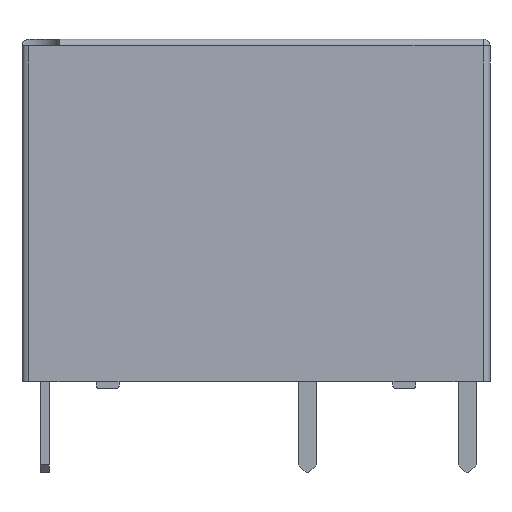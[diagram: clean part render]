
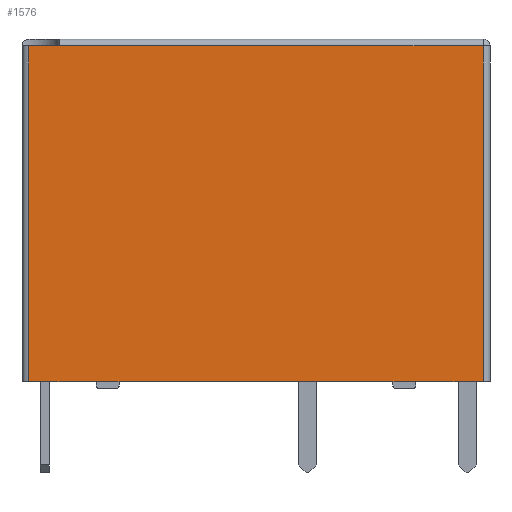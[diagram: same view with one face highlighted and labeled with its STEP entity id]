
A CAD part, front view. The second image highlights one B-rep face of the part: STEP entity #1576.
In plain terms, the highlighted planar face has unit normal (0, -1, 0).
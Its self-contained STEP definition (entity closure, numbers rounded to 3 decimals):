
#1188 = EDGE_CURVE('',#1189,#1191,#1193,.T.);
#1189 = VERTEX_POINT('',#1190);
#1190 = CARTESIAN_POINT('',(9.95,-3.5,0.3));
#1191 = VERTEX_POINT('',#1192);
#1192 = CARTESIAN_POINT('',(7.,-3.5,0.3));
#1193 = LINE('',#1194,#1195);
#1194 = CARTESIAN_POINT('',(10.25,-3.5,0.3));
#1195 = VECTOR('',#1196,1.);
#1196 = DIRECTION('',(-1.,0.,0.));
#1304 = EDGE_CURVE('',#1305,#1307,#1309,.T.);
#1305 = VERTEX_POINT('',#1306);
#1306 = CARTESIAN_POINT('',(-7.,-3.5,0.3));
#1307 = VERTEX_POINT('',#1308);
#1308 = CARTESIAN_POINT('',(-9.95,-3.5,0.3));
#1309 = LINE('',#1310,#1311);
#1310 = CARTESIAN_POINT('',(10.25,-3.5,0.3));
#1311 = VECTOR('',#1312,1.);
#1312 = DIRECTION('',(-1.,0.,0.));
#1501 = VERTEX_POINT('',#1502);
#1502 = CARTESIAN_POINT('',(-6.,-3.5,0.3));
#1510 = VERTEX_POINT('',#1511);
#1511 = CARTESIAN_POINT('',(6.,-3.5,0.3));
#1517 = EDGE_CURVE('',#1510,#1501,#1518,.T.);
#1518 = LINE('',#1519,#1520);
#1519 = CARTESIAN_POINT('',(10.25,-3.5,0.3));
#1520 = VECTOR('',#1521,1.);
#1521 = DIRECTION('',(-1.,0.,0.));
#1576 = ADVANCED_FACE('',(#1577),#1624,.T.);
#1577 = FACE_BOUND('',#1578,.T.);
#1578 = EDGE_LOOP('',(#1579,#1580,#1588,#1596,#1604,#1610,#1611,#1617,
    #1618));
#1579 = ORIENTED_EDGE('',*,*,#1188,.F.);
#1580 = ORIENTED_EDGE('',*,*,#1581,.T.);
#1581 = EDGE_CURVE('',#1189,#1582,#1584,.T.);
#1582 = VERTEX_POINT('',#1583);
#1583 = CARTESIAN_POINT('',(9.95,-3.5,15.));
#1584 = LINE('',#1585,#1586);
#1585 = CARTESIAN_POINT('',(9.95,-3.5,0.3));
#1586 = VECTOR('',#1587,1.);
#1587 = DIRECTION('',(0.,0.,1.));
#1588 = ORIENTED_EDGE('',*,*,#1589,.T.);
#1589 = EDGE_CURVE('',#1582,#1590,#1592,.T.);
#1590 = VERTEX_POINT('',#1591);
#1591 = CARTESIAN_POINT('',(-8.619,-3.5,15.));
#1592 = LINE('',#1593,#1594);
#1593 = CARTESIAN_POINT('',(10.25,-3.5,15.));
#1594 = VECTOR('',#1595,1.);
#1595 = DIRECTION('',(-1.,0.,0.));
#1596 = ORIENTED_EDGE('',*,*,#1597,.T.);
#1597 = EDGE_CURVE('',#1590,#1598,#1600,.T.);
#1598 = VERTEX_POINT('',#1599);
#1599 = CARTESIAN_POINT('',(-9.95,-3.5,15.));
#1600 = LINE('',#1601,#1602);
#1601 = CARTESIAN_POINT('',(10.25,-3.5,15.));
#1602 = VECTOR('',#1603,1.);
#1603 = DIRECTION('',(-1.,0.,0.));
#1604 = ORIENTED_EDGE('',*,*,#1605,.F.);
#1605 = EDGE_CURVE('',#1307,#1598,#1606,.T.);
#1606 = LINE('',#1607,#1608);
#1607 = CARTESIAN_POINT('',(-9.95,-3.5,0.3));
#1608 = VECTOR('',#1609,1.);
#1609 = DIRECTION('',(0.,0.,1.));
#1610 = ORIENTED_EDGE('',*,*,#1304,.F.);
#1611 = ORIENTED_EDGE('',*,*,#1612,.T.);
#1612 = EDGE_CURVE('',#1305,#1501,#1613,.T.);
#1613 = LINE('',#1614,#1615);
#1614 = CARTESIAN_POINT('',(-7.,-3.5,0.3));
#1615 = VECTOR('',#1616,1.);
#1616 = DIRECTION('',(1.,0.,0.));
#1617 = ORIENTED_EDGE('',*,*,#1517,.F.);
#1618 = ORIENTED_EDGE('',*,*,#1619,.T.);
#1619 = EDGE_CURVE('',#1510,#1191,#1620,.T.);
#1620 = LINE('',#1621,#1622);
#1621 = CARTESIAN_POINT('',(6.,-3.5,0.3));
#1622 = VECTOR('',#1623,1.);
#1623 = DIRECTION('',(1.,0.,0.));
#1624 = PLANE('',#1625);
#1625 = AXIS2_PLACEMENT_3D('',#1626,#1627,#1628);
#1626 = CARTESIAN_POINT('',(10.25,-3.5,0.3));
#1627 = DIRECTION('',(0.,-1.,0.));
#1628 = DIRECTION('',(-1.,0.,0.));
